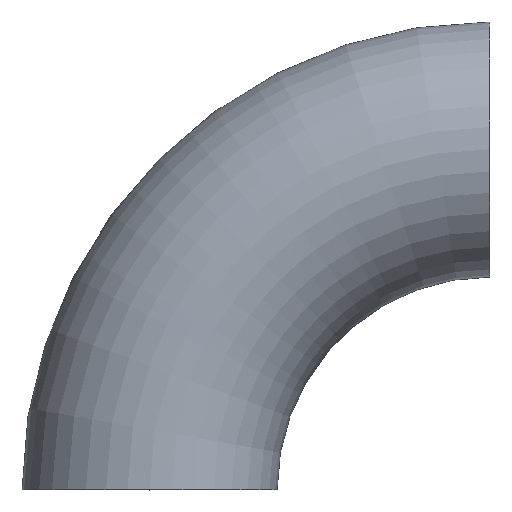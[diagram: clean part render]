
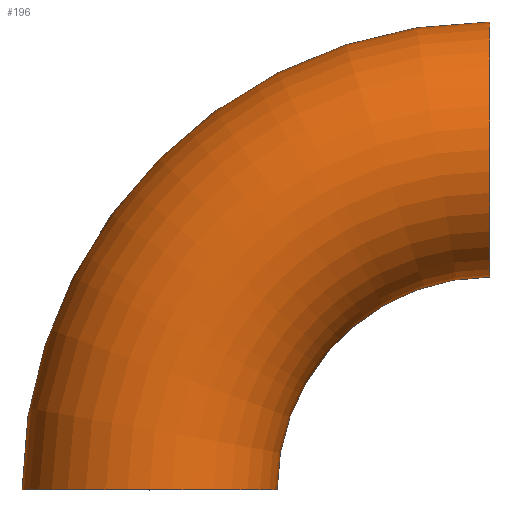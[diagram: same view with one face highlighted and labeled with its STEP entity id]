
A CAD part, top view. The second image highlights one B-rep face of the part: STEP entity #196.
In plain terms, the highlighted toroidal (fillet/blend) face has major radius 152.5 mm and minor radius 57.15 mm.
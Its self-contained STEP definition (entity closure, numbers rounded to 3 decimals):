
#5 = CARTESIAN_POINT ( 'NONE',  ( 0., 152.5, 0. ) ) ;
#10 = ORIENTED_EDGE ( 'NONE', *, *, #52, .T. ) ;
#15 = CARTESIAN_POINT ( 'NONE',  ( 0., 0., 0. ) ) ;
#20 = DIRECTION ( 'NONE',  ( 1., 0., 0. ) ) ;
#35 = EDGE_CURVE ( 'NONE', #170, #249, #132, .T. ) ;
#39 = CARTESIAN_POINT ( 'NONE',  ( 0., 0., 0. ) ) ;
#40 = DIRECTION ( 'NONE',  ( 1., 0., 0. ) ) ;
#41 = DIRECTION ( 'NONE',  ( 1., 0., 0. ) ) ;
#44 = CIRCLE ( 'NONE', #197, 209.65 ) ;
#52 = EDGE_CURVE ( 'NONE', #126, #111, #44, .T. ) ;
#53 = DIRECTION ( 'NONE',  ( 0., 0., 1. ) ) ;
#74 = EDGE_CURVE ( 'NONE', #111, #249, #86, .T. ) ;
#82 = CARTESIAN_POINT ( 'NONE',  ( 0., 95.35, 0. ) ) ;
#86 = CIRCLE ( 'NONE', #221, 57.15 ) ;
#98 = CARTESIAN_POINT ( 'NONE',  ( -152.5, 0., 0. ) ) ;
#99 = DIRECTION ( 'NONE',  ( 1., 0., 0. ) ) ;
#102 = DIRECTION ( 'NONE',  ( 0., 0., -1. ) ) ;
#104 = AXIS2_PLACEMENT_3D ( 'NONE', #39, #215, #41 ) ;
#106 = ORIENTED_EDGE ( 'NONE', *, *, #35, .F. ) ;
#111 = VERTEX_POINT ( 'NONE', #195 ) ;
#126 = VERTEX_POINT ( 'NONE', #156 ) ;
#129 = EDGE_LOOP ( 'NONE', ( #151, #10, #148, #106 ) ) ;
#132 = CIRCLE ( 'NONE', #159, 95.35 ) ;
#148 = ORIENTED_EDGE ( 'NONE', *, *, #74, .T. ) ;
#149 = CIRCLE ( 'NONE', #150, 57.15 ) ;
#150 = AXIS2_PLACEMENT_3D ( 'NONE', #5, #40, #102 ) ;
#151 = ORIENTED_EDGE ( 'NONE', *, *, #218, .F. ) ;
#155 = DIRECTION ( 'NONE',  ( 0., 0., -1. ) ) ;
#156 = CARTESIAN_POINT ( 'NONE',  ( 0., 209.65, 0. ) ) ;
#159 = AXIS2_PLACEMENT_3D ( 'NONE', #15, #175, #99 ) ;
#170 = VERTEX_POINT ( 'NONE', #82 ) ;
#175 = DIRECTION ( 'NONE',  ( 0., 0., 1. ) ) ;
#178 = DIRECTION ( 'NONE',  ( 0., 1., 0. ) ) ;
#193 = TOROIDAL_SURFACE ( 'NONE', #104, 152.5, 57.15 ) ;
#195 = CARTESIAN_POINT ( 'NONE',  ( -209.65, 0., 0. ) ) ;
#196 = ADVANCED_FACE ( 'NONE', ( #219 ), #193, .T. ) ;
#197 = AXIS2_PLACEMENT_3D ( 'NONE', #252, #53, #20 ) ;
#203 = CARTESIAN_POINT ( 'NONE',  ( -95.35, 0., 0. ) ) ;
#215 = DIRECTION ( 'NONE',  ( 0., 0., 1. ) ) ;
#218 = EDGE_CURVE ( 'NONE', #126, #170, #149, .T. ) ;
#219 = FACE_OUTER_BOUND ( 'NONE', #129, .T. ) ;
#221 = AXIS2_PLACEMENT_3D ( 'NONE', #98, #178, #155 ) ;
#249 = VERTEX_POINT ( 'NONE', #203 ) ;
#252 = CARTESIAN_POINT ( 'NONE',  ( 0., 0., 0. ) ) ;
